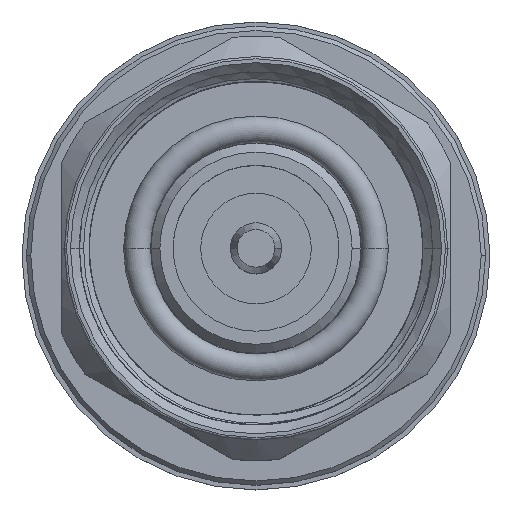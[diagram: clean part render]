
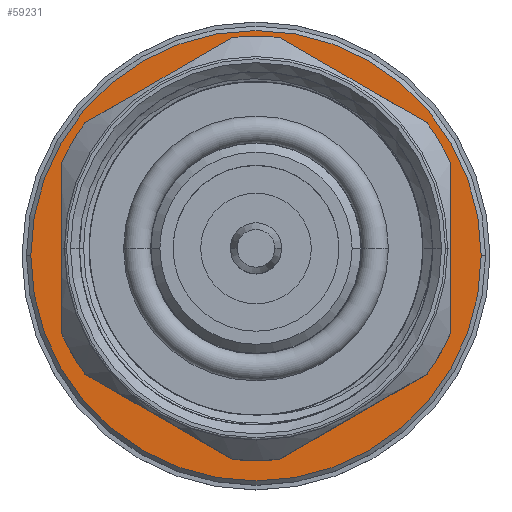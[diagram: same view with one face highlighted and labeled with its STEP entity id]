
A CAD part, top view. The second image highlights one B-rep face of the part: STEP entity #59231.
In plain terms, the highlighted face is planar.
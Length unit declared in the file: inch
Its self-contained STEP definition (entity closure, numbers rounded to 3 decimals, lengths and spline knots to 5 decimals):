
#858 = AXIS2_PLACEMENT_3D ( 'NONE', #30698, #14535, #6432 ) ;
#6432 = DIRECTION ( 'NONE',  ( 0., 0., -1. ) ) ;
#6436 = EDGE_CURVE ( 'NONE', #83605, #6480, #19623, .T. ) ;
#6480 = VERTEX_POINT ( 'NONE', #65773 ) ;
#6720 = CARTESIAN_POINT ( 'NONE',  ( 1.02551, 0., 0. ) ) ;
#9135 = CARTESIAN_POINT ( 'NONE',  ( 1.02551, 0.5021, 0. ) ) ;
#9510 = CARTESIAN_POINT ( 'NONE',  ( 1.02551, 0., 0.5021 ) ) ;
#12737 = AXIS2_PLACEMENT_3D ( 'NONE', #82185, #90648, #94631 ) ;
#14535 = DIRECTION ( 'NONE',  ( 1., 0., 0. ) ) ;
#16359 = CARTESIAN_POINT ( 'NONE',  ( 1.02551, 0., -0.5021 ) ) ;
#19623 = CIRCLE ( 'NONE', #85179, 0.25515 ) ;
#22757 = VERTEX_POINT ( 'NONE', #16359 ) ;
#24146 = VERTEX_POINT ( 'NONE', #9510 ) ;
#24967 = DIRECTION ( 'NONE',  ( 0., 0., -1. ) ) ;
#26339 = EDGE_LOOP ( 'NONE', ( #55999, #65134 ) ) ;
#30698 = CARTESIAN_POINT ( 'NONE',  ( 1.02551, 0., 0. ) ) ;
#31940 = CARTESIAN_POINT ( 'NONE',  ( 1.02551, 0., 0. ) ) ;
#40393 = DIRECTION ( 'NONE',  ( 1., 0., 0. ) ) ;
#42928 = DIRECTION ( 'NONE',  ( 1., 0., 0. ) ) ;
#48257 = DIRECTION ( 'NONE',  ( 1., 0., 0. ) ) ;
#51608 = ORIENTED_EDGE ( 'NONE', *, *, #102895, .T. ) ;
#52674 = CARTESIAN_POINT ( 'NONE',  ( 1.02551, 0., -0.25515 ) ) ;
#55449 = AXIS2_PLACEMENT_3D ( 'NONE', #6720, #48257, #107004 ) ;
#55999 = ORIENTED_EDGE ( 'NONE', *, *, #6436, .F. ) ;
#58407 = PLANE ( 'NONE',  #84240 ) ;
#59231 = ADVANCED_FACE ( 'NONE', ( #72027, #61472 ), #58407, .T. ) ;
#61472 = FACE_BOUND ( 'NONE', #26339, .T. ) ;
#63609 = CIRCLE ( 'NONE', #12737, 0.25515 ) ;
#65134 = ORIENTED_EDGE ( 'NONE', *, *, #77649, .F. ) ;
#65773 = CARTESIAN_POINT ( 'NONE',  ( 1.02551, 0., 0.25515 ) ) ;
#72027 = FACE_OUTER_BOUND ( 'NONE', #96727, .T. ) ;
#77649 = EDGE_CURVE ( 'NONE', #6480, #83605, #63609, .T. ) ;
#82185 = CARTESIAN_POINT ( 'NONE',  ( 1.02551, 0., 0. ) ) ;
#82675 = EDGE_CURVE ( 'NONE', #22757, #24146, #83106, .T. ) ;
#83106 = CIRCLE ( 'NONE', #858, 0.5021 ) ;
#83605 = VERTEX_POINT ( 'NONE', #52674 ) ;
#84240 = AXIS2_PLACEMENT_3D ( 'NONE', #9135, #42928, #24967 ) ;
#85138 = ORIENTED_EDGE ( 'NONE', *, *, #82675, .T. ) ;
#85179 = AXIS2_PLACEMENT_3D ( 'NONE', #31940, #40393, #99180 ) ;
#90648 = DIRECTION ( 'NONE',  ( 1., 0., 0. ) ) ;
#94631 = DIRECTION ( 'NONE',  ( 0., 0., -1. ) ) ;
#96727 = EDGE_LOOP ( 'NONE', ( #51608, #85138 ) ) ;
#99180 = DIRECTION ( 'NONE',  ( 0., 0., -1. ) ) ;
#100752 = CIRCLE ( 'NONE', #55449, 0.5021 ) ;
#102895 = EDGE_CURVE ( 'NONE', #24146, #22757, #100752, .T. ) ;
#107004 = DIRECTION ( 'NONE',  ( 0., 0., -1. ) ) ;
